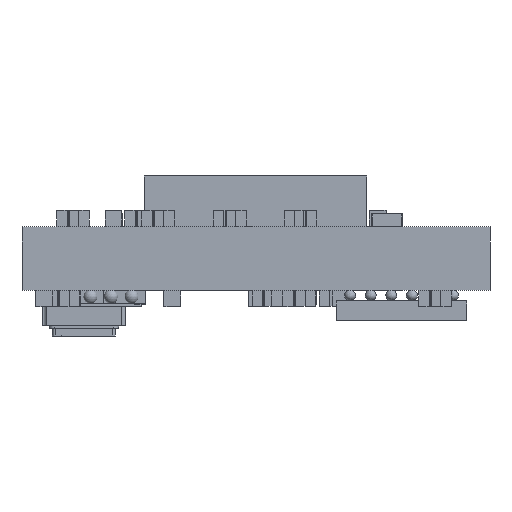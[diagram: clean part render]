
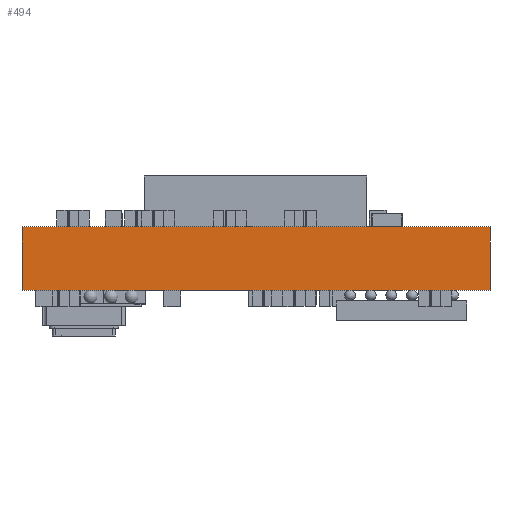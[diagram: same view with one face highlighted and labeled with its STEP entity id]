
A CAD part, left-side view. The second image highlights one B-rep face of the part: STEP entity #494.
In plain terms, the highlighted face is planar.
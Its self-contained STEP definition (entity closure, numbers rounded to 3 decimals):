
#365 = VERTEX_POINT('',#366);
#366 = CARTESIAN_POINT('',(247.422,497.23,0.01));
#372 = EDGE_CURVE('',#365,#373,#375,.T.);
#373 = VERTEX_POINT('',#374);
#374 = CARTESIAN_POINT('',(247.422,488.137,0.01));
#375 = LINE('',#376,#377);
#376 = CARTESIAN_POINT('',(247.422,497.23,0.01));
#377 = VECTOR('',#378,1.);
#378 = DIRECTION('',(0.,-1.,0.));
#403 = EDGE_CURVE('',#365,#404,#406,.T.);
#404 = VERTEX_POINT('',#405);
#405 = CARTESIAN_POINT('',(247.422,497.23,-1.219));
#406 = LINE('',#407,#408);
#407 = CARTESIAN_POINT('',(247.422,497.23,0.01));
#408 = VECTOR('',#409,1.);
#409 = DIRECTION('',(0.,0.,-1.));
#434 = EDGE_CURVE('',#404,#435,#437,.T.);
#435 = VERTEX_POINT('',#436);
#436 = CARTESIAN_POINT('',(247.422,488.137,-1.219));
#437 = LINE('',#438,#439);
#438 = CARTESIAN_POINT('',(247.422,497.23,-1.219));
#439 = VECTOR('',#440,1.);
#440 = DIRECTION('',(0.,-1.,0.));
#484 = EDGE_CURVE('',#373,#435,#485,.T.);
#485 = LINE('',#486,#487);
#486 = CARTESIAN_POINT('',(247.422,488.137,0.01));
#487 = VECTOR('',#488,1.);
#488 = DIRECTION('',(0.,0.,-1.));
#494 = ADVANCED_FACE('',(#495),#501,.T.);
#495 = FACE_BOUND('',#496,.T.);
#496 = EDGE_LOOP('',(#497,#498,#499,#500));
#497 = ORIENTED_EDGE('',*,*,#372,.T.);
#498 = ORIENTED_EDGE('',*,*,#484,.T.);
#499 = ORIENTED_EDGE('',*,*,#434,.F.);
#500 = ORIENTED_EDGE('',*,*,#403,.F.);
#501 = PLANE('',#502);
#502 = AXIS2_PLACEMENT_3D('',#503,#504,#505);
#503 = CARTESIAN_POINT('',(247.422,492.684,-0.605));
#504 = DIRECTION('',(1.,0.,0.));
#505 = DIRECTION('',(0.,1.,0.));
